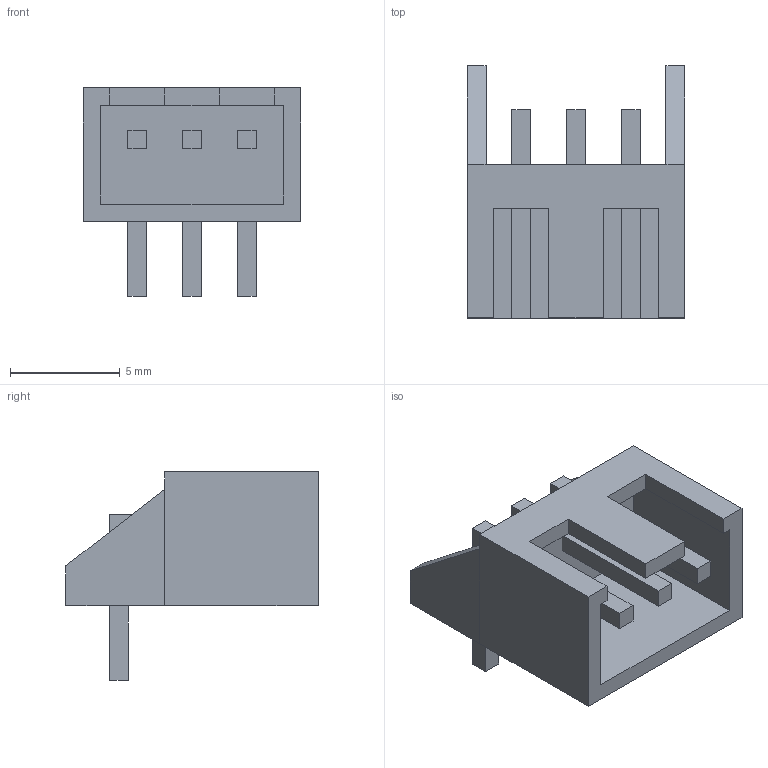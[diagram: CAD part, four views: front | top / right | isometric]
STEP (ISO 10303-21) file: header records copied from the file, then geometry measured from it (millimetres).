
FILE_DESCRIPTION(('FreeCAD Model'),'2;1');
FILE_NAME('Open CASCADE Shape Model','2024-02-04T15:15:08',(''),(''), 'Open CASCADE STEP processor 7.6','FreeCAD','Unknown');
FILE_SCHEMA(('AUTOMOTIVE_DESIGN { 1 0 10303 214 1 1 1 1 }'));
Length unit declared in the file: millimetre
Products named in the file (4): Part; Body; Array; Body1
Assembly tree (5 placements, depth 3):
  Part
    Body
    Array
      Body1  x3
Bounding box: 9.9 x 11.5 x 9.5 mm (x, y, z)
Volume: 233.5 mm3; surface area: 714.7 mm2
Topology: 4 solids, 4 shells, 55 faces, 131 edges, 84 vertices
Faces by surface type: plane 55
Entity records: 825 total; most frequent: ORIENTED_EDGE 155, EDGE_CURVE 95, CARTESIAN_POINT 94, LINE 81, VERTEX_POINT 60, DIRECTION 46, ADVANCED_FACE 39, FACE_BOUND 39
